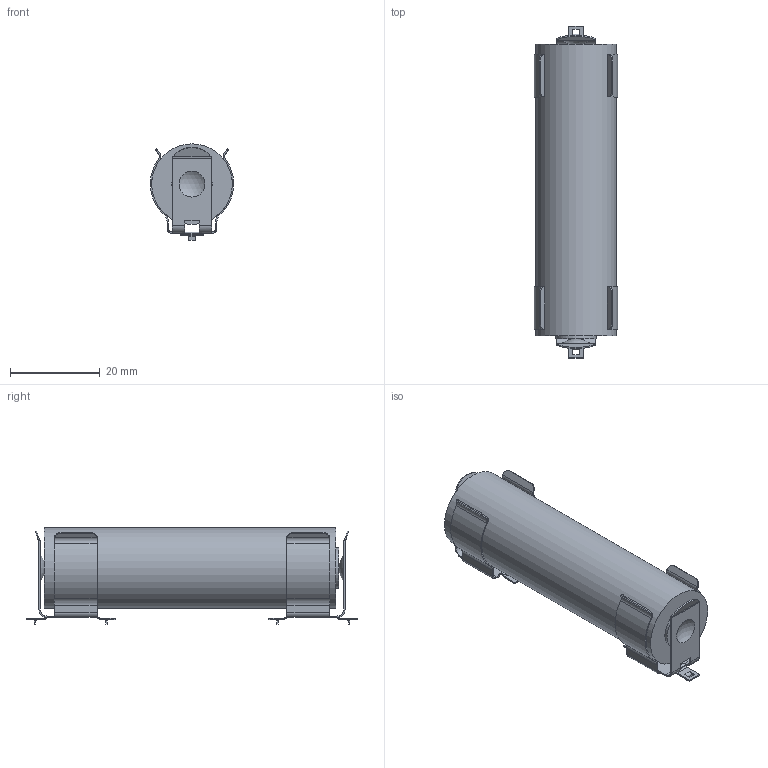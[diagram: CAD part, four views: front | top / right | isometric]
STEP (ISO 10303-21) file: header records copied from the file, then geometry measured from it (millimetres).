
FILE_DESCRIPTION(('HOOPS Exchange Step'),'2;1');
FILE_NAME('temp_export','2021-12-05T10:18:09+01:00',('mobile'),('Shapr3D Limited'),'HOOPS Exchange 2021.1','Shapr3D','Authorized');
FILE_SCHEMA( ('AP203_CONFIGURATION_CONTROLLED_3D_DESIGN_OF_MECHANICAL_PARTS_AND_ASSEMBLIES_MIM_LF') );
Length unit declared in the file: millimetre
Products named in the file (1): 0F800DFB-9694-4D15-92EE-5E6D40045CBE.tmp
Bounding box: 18.61 x 74.13 x 21.52 mm (x, y, z)
Volume: 17014.7 mm3; surface area: 7139.1 mm2
Topology: 3 solids, 3 shells, 215 faces, 616 edges, 409 vertices
Faces by surface type: plane 114, cylinder 97, sphere 4
Full cylindrical faces by diameter (mm): 9 x1, 13 x1, 18 x1
Entity records: 7249 total; most frequent: CARTESIAN_POINT 1409, ORIENTED_EDGE 1232, DIRECTION 1225, EDGE_CURVE 616, AXIS2_PLACEMENT_3D 423, VERTEX_POINT 409, VECTOR 379, LINE 379
